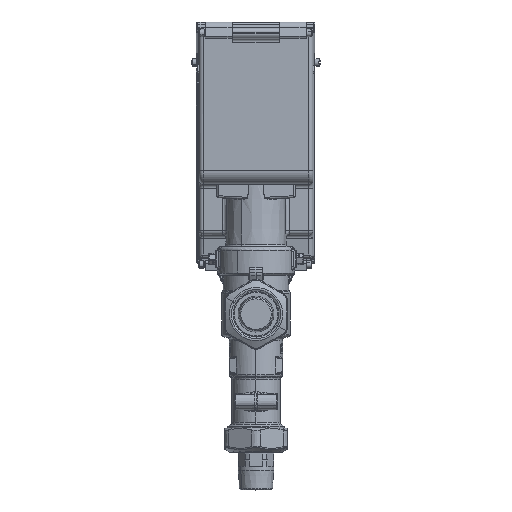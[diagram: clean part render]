
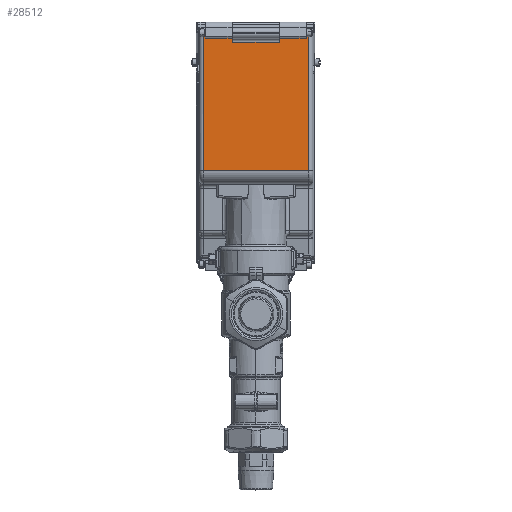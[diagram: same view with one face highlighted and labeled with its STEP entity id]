
A CAD part, top view. The second image highlights one B-rep face of the part: STEP entity #28512.
In plain terms, the highlighted planar face has unit normal (0, 0, -1).
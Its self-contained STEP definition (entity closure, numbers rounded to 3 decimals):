
#23252=CARTESIAN_POINT('Vertex',(17.3,202.081,82.)) ;
#23257=CARTESIAN_POINT('Line Origine',(0.,202.081,82.)) ;
#23261=CARTESIAN_POINT('Vertex',(-17.3,202.081,82.)) ;
#23288=CARTESIAN_POINT('Line Origine',(-17.3,206.464,82.)) ;
#23292=CARTESIAN_POINT('Vertex',(-17.3,210.846,82.)) ;
#23352=CARTESIAN_POINT('Vertex',(17.3,210.846,82.)) ;
#23355=CARTESIAN_POINT('Line Origine',(17.3,206.464,82.)) ;
#24884=CARTESIAN_POINT('Vertex',(39.25,106.6,82.)) ;
#25150=CARTESIAN_POINT('Line Origine',(39.25,126.823,82.)) ;
#25154=CARTESIAN_POINT('Vertex',(39.25,210.846,82.)) ;
#25192=CARTESIAN_POINT('Vertex',(-39.25,106.6,82.)) ;
#25831=CARTESIAN_POINT('Line Origine',(0.,106.6,82.)) ;
#25853=CARTESIAN_POINT('Vertex',(-39.25,210.846,82.)) ;
#25858=CARTESIAN_POINT('Line Origine',(-39.25,126.823,82.)) ;
#28487=CARTESIAN_POINT('Axis2P3D Location',(0.,141.196,82.)) ;
#28492=CARTESIAN_POINT('Line Origine',(-28.275,210.846,82.)) ;
#28497=CARTESIAN_POINT('Line Origine',(28.275,210.846,82.)) ;
#23258=DIRECTION('Vector Direction',(-1.,0.,0.)) ;
#23289=DIRECTION('Vector Direction',(0.,-1.,0.)) ;
#23356=DIRECTION('Vector Direction',(0.,1.,0.)) ;
#25151=DIRECTION('Vector Direction',(0.,-1.,0.)) ;
#25832=DIRECTION('Vector Direction',(1.,0.,0.)) ;
#25859=DIRECTION('Vector Direction',(0.,1.,0.)) ;
#28488=DIRECTION('Axis2P3D Direction',(0.,0.,-1.)) ;
#28489=DIRECTION('Axis2P3D XDirection',(0.,1.,0.)) ;
#28493=DIRECTION('Vector Direction',(1.,0.,0.)) ;
#28498=DIRECTION('Vector Direction',(1.,0.,0.)) ;
#28490=AXIS2_PLACEMENT_3D('Plane Axis2P3D',#28487,#28488,#28489) ;
#28503=ORIENTED_EDGE('',*,*,#28496,.T.) ;
#28504=ORIENTED_EDGE('',*,*,#23294,.T.) ;
#28505=ORIENTED_EDGE('',*,*,#23263,.T.) ;
#28506=ORIENTED_EDGE('',*,*,#23359,.T.) ;
#28507=ORIENTED_EDGE('',*,*,#28501,.T.) ;
#28508=ORIENTED_EDGE('',*,*,#25156,.T.) ;
#28509=ORIENTED_EDGE('',*,*,#25835,.T.) ;
#28510=ORIENTED_EDGE('',*,*,#25862,.T.) ;
#23259=VECTOR('Line Direction',#23258,1.) ;
#23290=VECTOR('Line Direction',#23289,1.) ;
#23357=VECTOR('Line Direction',#23356,1.) ;
#25152=VECTOR('Line Direction',#25151,1.) ;
#25833=VECTOR('Line Direction',#25832,1.) ;
#25860=VECTOR('Line Direction',#25859,1.) ;
#28494=VECTOR('Line Direction',#28493,1.) ;
#28499=VECTOR('Line Direction',#28498,1.) ;
#28512=ADVANCED_FACE('Sheet.11',(#28511),#28491,.T.) ;
#23263=EDGE_CURVE('',#23262,#23253,#23260,.F.) ;
#23294=EDGE_CURVE('',#23293,#23262,#23291,.T.) ;
#23359=EDGE_CURVE('',#23253,#23353,#23358,.T.) ;
#25156=EDGE_CURVE('',#25155,#24885,#25153,.T.) ;
#25835=EDGE_CURVE('',#24885,#25193,#25834,.F.) ;
#25862=EDGE_CURVE('',#25193,#25854,#25861,.T.) ;
#28496=EDGE_CURVE('',#25854,#23293,#28495,.T.) ;
#28501=EDGE_CURVE('',#23353,#25155,#28500,.T.) ;
#28502=EDGE_LOOP('',(#28503,#28504,#28505,#28506,#28507,#28508,#28509,#28510)) ;
#28511=FACE_OUTER_BOUND('',#28502,.T.) ;
#23260=LINE('Line',#23257,#23259) ;
#23291=LINE('Line',#23288,#23290) ;
#23358=LINE('Line',#23355,#23357) ;
#25153=LINE('Line',#25150,#25152) ;
#25834=LINE('Line',#25831,#25833) ;
#25861=LINE('Line',#25858,#25860) ;
#28495=LINE('Line',#28492,#28494) ;
#28500=LINE('Line',#28497,#28499) ;
#28491=PLANE('',#28490) ;
#23253=VERTEX_POINT('',#23252) ;
#23262=VERTEX_POINT('',#23261) ;
#23293=VERTEX_POINT('',#23292) ;
#23353=VERTEX_POINT('',#23352) ;
#24885=VERTEX_POINT('',#24884) ;
#25155=VERTEX_POINT('',#25154) ;
#25193=VERTEX_POINT('',#25192) ;
#25854=VERTEX_POINT('',#25853) ;
